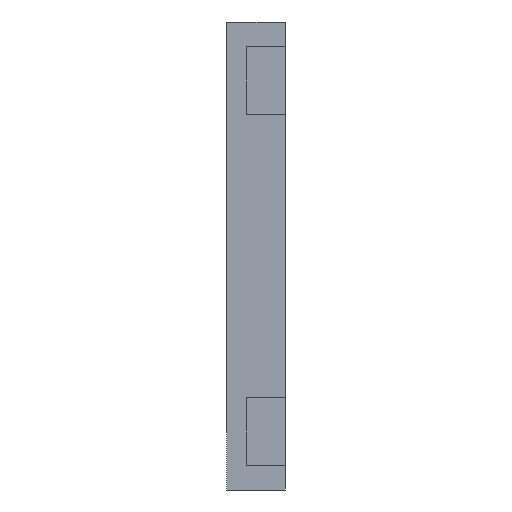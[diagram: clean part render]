
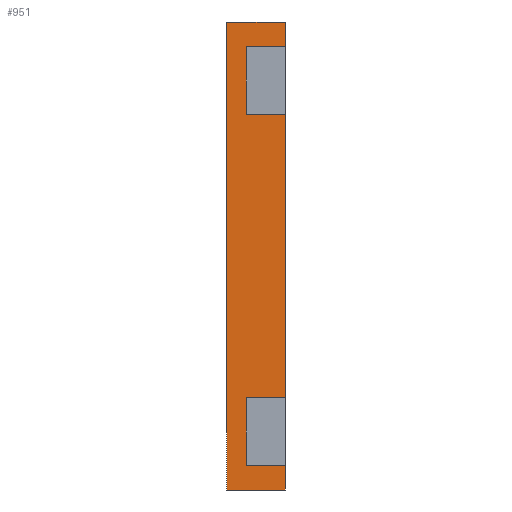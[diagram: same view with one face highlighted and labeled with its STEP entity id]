
A CAD part, left-side view. The second image highlights one B-rep face of the part: STEP entity #951.
In plain terms, the highlighted planar face has unit normal (-1, 0, 0).
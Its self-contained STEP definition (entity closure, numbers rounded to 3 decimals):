
#77=FACE_OUTER_BOUND('',#128,.T.);
#128=EDGE_LOOP('',(#756,#757,#758,#759,#760,#761,#762,#763,#764,#765,#766,
#767));
#156=LINE('',#1310,#275);
#210=LINE('',#1451,#329);
#212=LINE('',#1457,#331);
#217=LINE('',#1465,#336);
#229=LINE('',#1491,#348);
#230=LINE('',#1493,#349);
#231=LINE('',#1495,#350);
#232=LINE('',#1497,#351);
#233=LINE('',#1499,#352);
#234=LINE('',#1500,#353);
#235=LINE('',#1502,#354);
#236=LINE('',#1503,#355);
#275=VECTOR('',#1058,10.);
#329=VECTOR('',#1186,10.);
#331=VECTOR('',#1190,10.);
#336=VECTOR('',#1199,10.);
#348=VECTOR('',#1221,10.);
#349=VECTOR('',#1222,10.);
#350=VECTOR('',#1223,10.);
#351=VECTOR('',#1224,10.);
#352=VECTOR('',#1225,10.);
#353=VECTOR('',#1226,10.);
#354=VECTOR('',#1227,10.);
#355=VECTOR('',#1228,10.);
#391=VERTEX_POINT('',#1303);
#394=VERTEX_POINT('',#1308);
#442=VERTEX_POINT('',#1445);
#444=VERTEX_POINT('',#1449);
#445=VERTEX_POINT('',#1453);
#447=VERTEX_POINT('',#1456);
#457=VERTEX_POINT('',#1490);
#458=VERTEX_POINT('',#1492);
#459=VERTEX_POINT('',#1494);
#460=VERTEX_POINT('',#1496);
#461=VERTEX_POINT('',#1498);
#462=VERTEX_POINT('',#1501);
#484=EDGE_CURVE('',#394,#391,#156,.T.);
#554=EDGE_CURVE('',#442,#444,#210,.T.);
#556=EDGE_CURVE('',#447,#445,#212,.T.);
#561=EDGE_CURVE('',#444,#447,#217,.T.);
#573=EDGE_CURVE('',#457,#445,#229,.T.);
#574=EDGE_CURVE('',#457,#458,#230,.T.);
#575=EDGE_CURVE('',#459,#458,#231,.T.);
#576=EDGE_CURVE('',#460,#459,#232,.T.);
#577=EDGE_CURVE('',#461,#460,#233,.T.);
#578=EDGE_CURVE('',#461,#391,#234,.T.);
#579=EDGE_CURVE('',#462,#394,#235,.T.);
#580=EDGE_CURVE('',#442,#462,#236,.T.);
#756=ORIENTED_EDGE('',*,*,#556,.T.);
#757=ORIENTED_EDGE('',*,*,#573,.F.);
#758=ORIENTED_EDGE('',*,*,#574,.T.);
#759=ORIENTED_EDGE('',*,*,#575,.F.);
#760=ORIENTED_EDGE('',*,*,#576,.F.);
#761=ORIENTED_EDGE('',*,*,#577,.F.);
#762=ORIENTED_EDGE('',*,*,#578,.T.);
#763=ORIENTED_EDGE('',*,*,#484,.F.);
#764=ORIENTED_EDGE('',*,*,#579,.F.);
#765=ORIENTED_EDGE('',*,*,#580,.F.);
#766=ORIENTED_EDGE('',*,*,#554,.T.);
#767=ORIENTED_EDGE('',*,*,#561,.T.);
#904=PLANE('',#1028);
#951=ADVANCED_FACE('',(#77),#904,.T.);
#1028=AXIS2_PLACEMENT_3D('',#1489,#1219,#1220);
#1058=DIRECTION('',(0.,0.,1.));
#1186=DIRECTION('',(0.,1.,0.));
#1190=DIRECTION('',(0.,-1.,0.));
#1199=DIRECTION('',(0.,0.,1.));
#1219=DIRECTION('center_axis',(-1.,0.,0.));
#1220=DIRECTION('ref_axis',(0.,0.,1.));
#1221=DIRECTION('',(0.,0.,-1.));
#1222=DIRECTION('',(0.,1.,0.));
#1223=DIRECTION('',(0.,0.,-1.));
#1224=DIRECTION('',(0.,1.,0.));
#1225=DIRECTION('',(0.,0.,-1.));
#1226=DIRECTION('',(0.,1.,0.));
#1227=DIRECTION('',(0.,1.,0.));
#1228=DIRECTION('',(0.,0.,-1.));
#1303=CARTESIAN_POINT('',(0.,3.,0.));
#1308=CARTESIAN_POINT('',(0.,3.,-24.));
#1310=CARTESIAN_POINT('',(0.,3.,0.));
#1445=CARTESIAN_POINT('',(0.,0.,-21.789));
#1449=CARTESIAN_POINT('',(0.,2.,-21.789));
#1451=CARTESIAN_POINT('',(0.,0.,-21.789));
#1453=CARTESIAN_POINT('',(0.,0.,-20.211));
#1456=CARTESIAN_POINT('',(0.,2.,-20.211));
#1457=CARTESIAN_POINT('',(0.,0.,-20.211));
#1465=CARTESIAN_POINT('',(0.,2.,-22.5));
#1489=CARTESIAN_POINT('Origin',(0.,0.,-24.));
#1490=CARTESIAN_POINT('',(0.,0.,-3.789));
#1491=CARTESIAN_POINT('',(0.,0.,0.));
#1492=CARTESIAN_POINT('',(0.,2.,-3.789));
#1493=CARTESIAN_POINT('',(0.,0.,-3.789));
#1494=CARTESIAN_POINT('',(0.,2.,-2.211));
#1495=CARTESIAN_POINT('',(0.,2.,0.));
#1496=CARTESIAN_POINT('',(0.,0.,-2.211));
#1497=CARTESIAN_POINT('',(0.,0.,-2.211));
#1498=CARTESIAN_POINT('',(0.,0.,0.));
#1499=CARTESIAN_POINT('',(0.,0.,0.));
#1500=CARTESIAN_POINT('',(0.,0.,0.));
#1501=CARTESIAN_POINT('',(0.,0.,-24.));
#1502=CARTESIAN_POINT('',(0.,0.,-24.));
#1503=CARTESIAN_POINT('',(0.,0.,0.));
